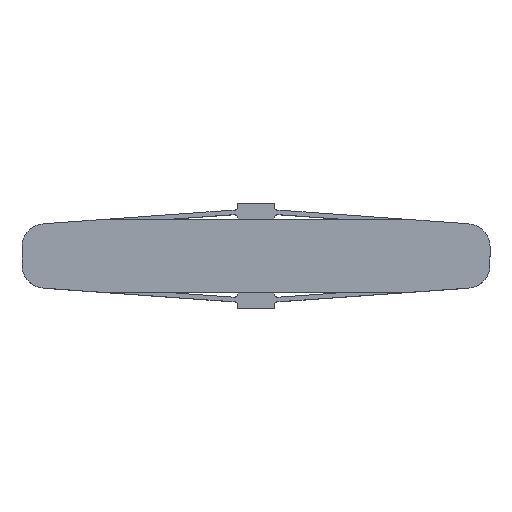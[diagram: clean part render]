
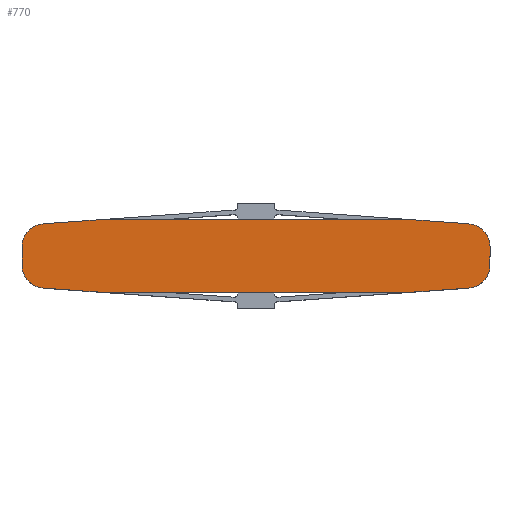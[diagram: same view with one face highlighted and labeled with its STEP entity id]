
A CAD part, top view. The second image highlights one B-rep face of the part: STEP entity #770.
In plain terms, the highlighted planar face has unit normal (0, 0, 1).
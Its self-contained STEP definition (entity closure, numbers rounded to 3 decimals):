
#344 = VERTEX_POINT ( 'NONE', #1397 ) ;
#349 = EDGE_CURVE ( 'NONE', #354, #344, #1364, .T. ) ;
#354 = VERTEX_POINT ( 'NONE', #1449 ) ;
#363 = EDGE_CURVE ( 'NONE', #511, #372, #1434, .T. ) ;
#372 = VERTEX_POINT ( 'NONE', #1435 ) ;
#389 = EDGE_CURVE ( 'NONE', #574, #576, #1428, .T. ) ;
#419 = EDGE_CURVE ( 'NONE', #344, #511, #1287, .T. ) ;
#446 = EDGE_CURVE ( 'NONE', #623, #626, #1949, .T. ) ;
#448 = EDGE_CURVE ( 'NONE', #514, #633, #1957, .T. ) ;
#468 = EDGE_CURVE ( 'NONE', #576, #354, #1911, .T. ) ;
#502 = EDGE_CURVE ( 'NONE', #612, #514, #1899, .T. ) ;
#511 = VERTEX_POINT ( 'NONE', #1944 ) ;
#514 = VERTEX_POINT ( 'NONE', #1554 ) ;
#544 = EDGE_CURVE ( 'NONE', #626, #612, #1535, .T. ) ;
#574 = VERTEX_POINT ( 'NONE', #1708 ) ;
#576 = VERTEX_POINT ( 'NONE', #1684 ) ;
#612 = VERTEX_POINT ( 'NONE', #1697 ) ;
#623 = VERTEX_POINT ( 'NONE', #1614 ) ;
#626 = VERTEX_POINT ( 'NONE', #1616 ) ;
#633 = VERTEX_POINT ( 'NONE', #1613 ) ;
#638 = ORIENTED_EDGE ( 'NONE', *, *, #502, .T. ) ;
#639 = EDGE_LOOP ( 'NONE', ( #674, #769, #638, #675, #651, #689, #684, #649, #695, #704, #703, #687 ) ) ;
#649 = ORIENTED_EDGE ( 'NONE', *, *, #468, .T. ) ;
#651 = ORIENTED_EDGE ( 'NONE', *, *, #752, .T. ) ;
#653 = EDGE_CURVE ( 'NONE', #691, #574, #1661, .T. ) ;
#674 = ORIENTED_EDGE ( 'NONE', *, *, #446, .T. ) ;
#675 = ORIENTED_EDGE ( 'NONE', *, *, #448, .T. ) ;
#684 = ORIENTED_EDGE ( 'NONE', *, *, #389, .T. ) ;
#687 = ORIENTED_EDGE ( 'NONE', *, *, #736, .T. ) ;
#689 = ORIENTED_EDGE ( 'NONE', *, *, #653, .T. ) ;
#691 = VERTEX_POINT ( 'NONE', #1744 ) ;
#695 = ORIENTED_EDGE ( 'NONE', *, *, #349, .T. ) ;
#703 = ORIENTED_EDGE ( 'NONE', *, *, #363, .T. ) ;
#704 = ORIENTED_EDGE ( 'NONE', *, *, #419, .T. ) ;
#736 = EDGE_CURVE ( 'NONE', #372, #623, #1767, .T. ) ;
#752 = EDGE_CURVE ( 'NONE', #633, #691, #1802, .T. ) ;
#769 = ORIENTED_EDGE ( 'NONE', *, *, #544, .T. ) ;
#770 = ADVANCED_FACE ( 'NONE', ( #1796 ), #1777, .T. ) ;
#1278 = AXIS2_PLACEMENT_3D ( 'NONE', #1292, #1291, #1314 ) ;
#1287 = CIRCLE ( 'NONE', #1278, 3.757 ) ;
#1291 = DIRECTION ( 'NONE',  ( 0., 0., 1. ) ) ;
#1292 = CARTESIAN_POINT ( 'NONE',  ( 34.45, 1.5, 5.75 ) ) ;
#1314 = DIRECTION ( 'NONE',  ( 1., 0., 0. ) ) ;
#1361 = DIRECTION ( 'NONE',  ( 0., 1., 0. ) ) ;
#1362 = VECTOR ( 'NONE', #1361, 1000. ) ;
#1363 = CARTESIAN_POINT ( 'NONE',  ( 38.206, -1.5, 5.75 ) ) ;
#1364 = LINE ( 'NONE', #1363, #1362 ) ;
#1397 = CARTESIAN_POINT ( 'NONE',  ( 38.206, 1.5, 5.75 ) ) ;
#1428 = LINE ( 'NONE', #1489, #1488 ) ;
#1433 = CARTESIAN_POINT ( 'NONE',  ( 34.72, 5.247, 5.75 ) ) ;
#1434 = LINE ( 'NONE', #1433, #1455 ) ;
#1435 = CARTESIAN_POINT ( 'NONE',  ( 24.286, 6., 5.75 ) ) ;
#1446 = DIRECTION ( 'NONE',  ( -0.997, 0.072, 0. ) ) ;
#1449 = CARTESIAN_POINT ( 'NONE',  ( 38.206, -1.5, 5.75 ) ) ;
#1455 = VECTOR ( 'NONE', #1446, 1000. ) ;
#1473 = DIRECTION ( 'NONE',  ( 0.997, 0.072, 0. ) ) ;
#1488 = VECTOR ( 'NONE', #1473, 1000. ) ;
#1489 = CARTESIAN_POINT ( 'NONE',  ( 34.72, -5.247, 5.75 ) ) ;
#1511 = DIRECTION ( 'NONE',  ( 1., 0., 0. ) ) ;
#1532 = DIRECTION ( 'NONE',  ( 0., 0., 1. ) ) ;
#1533 = CARTESIAN_POINT ( 'NONE',  ( -34.45, 1.5, 5.75 ) ) ;
#1534 = AXIS2_PLACEMENT_3D ( 'NONE', #1533, #1532, #1511 ) ;
#1535 = CIRCLE ( 'NONE', #1534, 3.757 ) ;
#1554 = CARTESIAN_POINT ( 'NONE',  ( -38.206, -1.5, 5.75 ) ) ;
#1613 = CARTESIAN_POINT ( 'NONE',  ( -34.72, -5.247, 5.75 ) ) ;
#1614 = CARTESIAN_POINT ( 'NONE',  ( -24.286, 6., 5.75 ) ) ;
#1616 = CARTESIAN_POINT ( 'NONE',  ( -34.72, 5.247, 5.75 ) ) ;
#1658 = DIRECTION ( 'NONE',  ( 1., 0., 0. ) ) ;
#1659 = VECTOR ( 'NONE', #1658, 1000. ) ;
#1660 = CARTESIAN_POINT ( 'NONE',  ( -24.286, -6., 5.75 ) ) ;
#1661 = LINE ( 'NONE', #1660, #1659 ) ;
#1684 = CARTESIAN_POINT ( 'NONE',  ( 34.72, -5.247, 5.75 ) ) ;
#1697 = CARTESIAN_POINT ( 'NONE',  ( -38.206, 1.5, 5.75 ) ) ;
#1708 = CARTESIAN_POINT ( 'NONE',  ( 24.286, -6., 5.75 ) ) ;
#1744 = CARTESIAN_POINT ( 'NONE',  ( -24.286, -6., 5.75 ) ) ;
#1747 = CARTESIAN_POINT ( 'NONE',  ( 34.45, 1.5, 5.75 ) ) ;
#1749 = DIRECTION ( 'NONE',  ( 0.997, -0.072, 0. ) ) ;
#1750 = VECTOR ( 'NONE', #1749, 1000. ) ;
#1767 = LINE ( 'NONE', #1791, #1790 ) ;
#1777 = PLANE ( 'NONE',  #1815 ) ;
#1789 = DIRECTION ( 'NONE',  ( -1., 0., 0. ) ) ;
#1790 = VECTOR ( 'NONE', #1789, 1000. ) ;
#1791 = CARTESIAN_POINT ( 'NONE',  ( -24.286, 6., 5.75 ) ) ;
#1796 = FACE_OUTER_BOUND ( 'NONE', #639, .T. ) ;
#1802 = LINE ( 'NONE', #1814, #1750 ) ;
#1806 = DIRECTION ( 'NONE',  ( 1., 0., 0. ) ) ;
#1807 = DIRECTION ( 'NONE',  ( 0., 0., 1. ) ) ;
#1814 = CARTESIAN_POINT ( 'NONE',  ( -34.72, -5.247, 5.75 ) ) ;
#1815 = AXIS2_PLACEMENT_3D ( 'NONE', #1747, #1807, #1806 ) ;
#1896 = DIRECTION ( 'NONE',  ( 0., -1., 0. ) ) ;
#1897 = VECTOR ( 'NONE', #1896, 1000. ) ;
#1898 = CARTESIAN_POINT ( 'NONE',  ( -38.206, -1.5, 5.75 ) ) ;
#1899 = LINE ( 'NONE', #1898, #1897 ) ;
#1901 = DIRECTION ( 'NONE',  ( 1., 0., 0. ) ) ;
#1902 = DIRECTION ( 'NONE',  ( 0., 0., 1. ) ) ;
#1911 = CIRCLE ( 'NONE', #2023, 3.757 ) ;
#1913 = CARTESIAN_POINT ( 'NONE',  ( -34.45, -1.5, 5.75 ) ) ;
#1916 = DIRECTION ( 'NONE',  ( -0.997, -0.072, 0. ) ) ;
#1944 = CARTESIAN_POINT ( 'NONE',  ( 34.72, 5.247, 5.75 ) ) ;
#1947 = VECTOR ( 'NONE', #1916, 1000. ) ;
#1948 = CARTESIAN_POINT ( 'NONE',  ( -34.72, 5.247, 5.75 ) ) ;
#1949 = LINE ( 'NONE', #1948, #1947 ) ;
#1957 = CIRCLE ( 'NONE', #1964, 3.757 ) ;
#1964 = AXIS2_PLACEMENT_3D ( 'NONE', #1913, #1902, #1901 ) ;
#1988 = DIRECTION ( 'NONE',  ( 1., 0., 0. ) ) ;
#2021 = DIRECTION ( 'NONE',  ( 0., 0., 1. ) ) ;
#2022 = CARTESIAN_POINT ( 'NONE',  ( 34.45, -1.5, 5.75 ) ) ;
#2023 = AXIS2_PLACEMENT_3D ( 'NONE', #2022, #2021, #1988 ) ;
